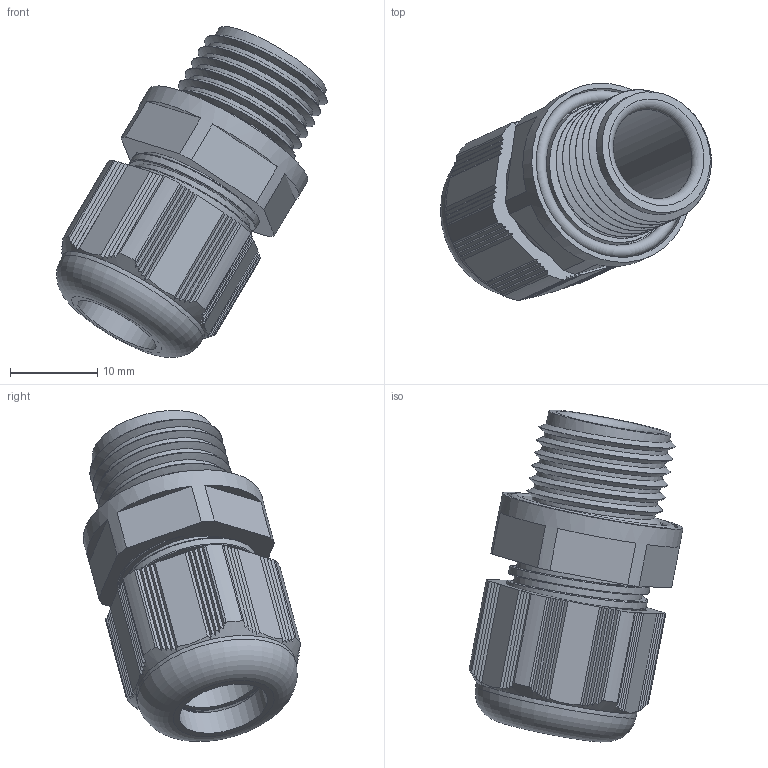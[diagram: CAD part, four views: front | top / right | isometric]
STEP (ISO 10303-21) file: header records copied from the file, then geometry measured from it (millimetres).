
FILE_DESCRIPTION(/* description */ ('Euro-Top-HP M 16x1,5'),/* implementation_level */ '2;1');
FILE_NAME(/* name */ '11080516HP-RST.stp',/* time_stamp */ '2022-10-18T11:06:22+02:00',/* author */ ('sl'),/* organization */ (''),/* preprocessor_version */ 'ST-DEVELOPER v16.5',/* originating_system */ 'Autodesk Inventor 2017',/* authorisation */ '');
FILE_SCHEMA (('AUTOMOTIVE_DESIGN { 1 0 10303 214 3 1 1 }'));
Length unit declared in the file: millimetre
Products named in the file (5): 11080516HP; 11080516HP_1; 11080516HP_2; 11080516HP_3; 11080516HP_4
Assembly tree (4 placements, depth 2):
  11080516HP
    11080516HP_1
    11080516HP_2
    11080516HP_3
    11080516HP_4
Bounding box: 31.01 x 24.87 x 37.89 mm (x, y, z)
Volume: 5815.6 mm3; surface area: 7891.4 mm2
Topology: 4 solids, 4 shells, 312 faces, 887 edges, 587 vertices
Faces by surface type: plane 199, cylinder 83, torus 16, bspline 10, cone 4
Full cylindrical faces by diameter (mm): 9.88 x1, 10.36 x1, 10.52 x1, 10.8 x1, 12.03 x1, 12.76 x1, 12.8 x1, 14.228 x7, 16.362 x6, 16.4 x1, 18.73 x1, 19.9 x1, 21.08 x1
Entity records: 14901 total; most frequent: CARTESIAN_POINT 6934, ORIENTED_EDGE 1656, DIRECTION 1579, EDGE_CURVE 828, AXIS2_PLACEMENT_3D 564, VERTEX_POINT 560, LINE 451, VECTOR 451
